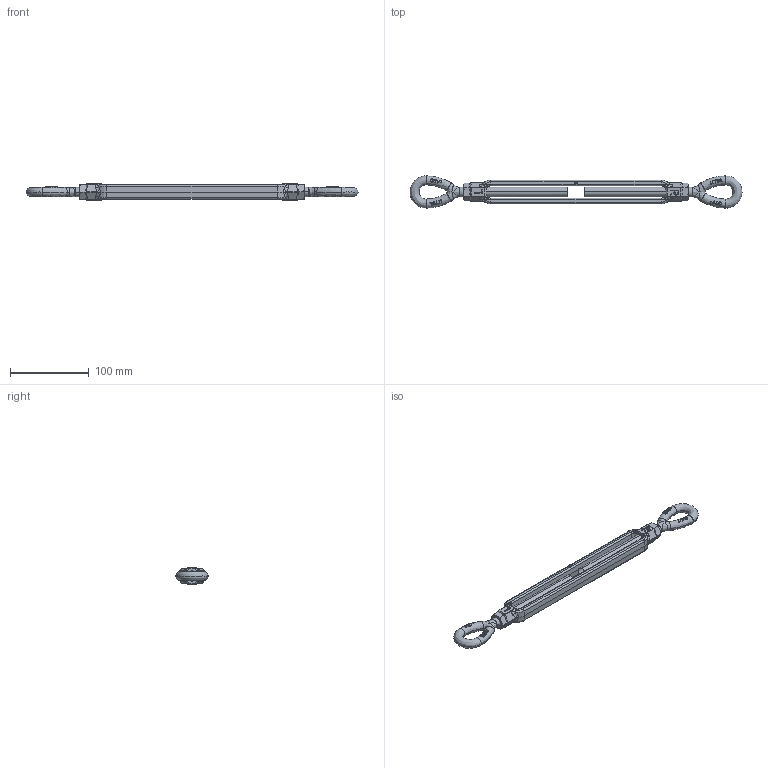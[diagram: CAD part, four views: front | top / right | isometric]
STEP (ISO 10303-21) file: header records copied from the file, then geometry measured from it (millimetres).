
FILE_DESCRIPTION(('STEP AP214'),'1');
FILE_NAME('ssgpoo1209.stp','2017-03-31T06:45:48',('TraceParts'),('TraceParts S.A.'),'Spatial InterOp 3D',' ',' ');
FILE_SCHEMA(('automotive_design'));
Length unit declared in the file: millimetre
Products named in the file (8): ssgpoo1209_1; ssgpoo1209_2; ssgpoo1209_3; ssgpoo1209_4; ssgpoo1209_5; ssgpoo1209_6; ssgpoo1209_7; ssgpoo1209_8
Bounding box: 422.94 x 41 x 22.6 mm (x, y, z)
Volume: 117950.8 mm3; surface area: 50212.7 mm2
Topology: 8 solids, 8 shells, 577 faces, 1478 edges, 913 vertices
Faces by surface type: plane 248, bspline 159, cylinder 114, cone 56
Entity records: 30440 total; most frequent: CARTESIAN_POINT 13604, ORIENTED_EDGE 2922, DIRECTION 1898, EDGE_CURVE 1461, VERTEX_POINT 914, AXIS2_PLACEMENT_3D 673, EDGE_LOOP 603, B_SPLINE_CURVE_WITH_KNOTS 592
